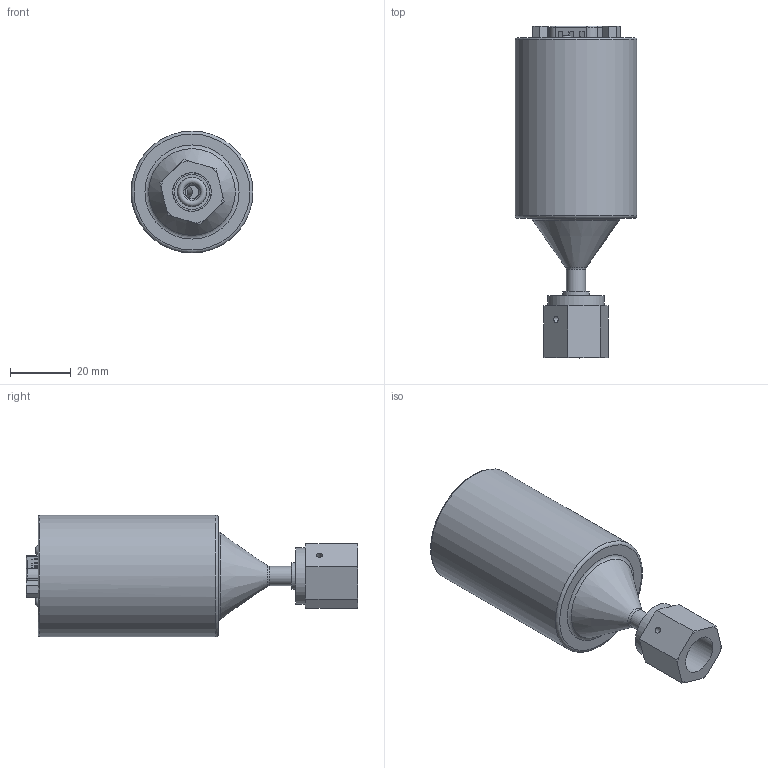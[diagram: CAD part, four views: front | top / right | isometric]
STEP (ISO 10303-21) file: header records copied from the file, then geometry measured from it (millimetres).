
FILE_DESCRIPTION(/* description */ (''),/* implementation_level */ '2;1');
FILE_NAME(/* name */ 'VDM-5-1.step',/* time_stamp */ '2022-12-06T09:54:00+01:00',/* author */ (''),/* organization */ (''),/* preprocessor_version */ 'ST-DEVELOPER v19.2',/* originating_system */ 'Autodesk Translation Framework v11.17.0.187',/* authorisation */ '');
FILE_SCHEMA (('AUTOMOTIVE_DESIGN { 1 0 10303 214 3 1 1 }'));
Length unit declared in the file: millimetre
Products named in the file (1): Vacuum Transducer VPM-15-17 VDM-5_Component10
Bounding box: 40.2 x 109.46 x 40.2 mm (x, y, z)
Volume: 84093.6 mm3; surface area: 15881.1 mm2
Topology: 1 solids, 4 shells, 538 faces, 1355 edges, 855 vertices
Faces by surface type: plane 282, cylinder 169, cone 30, torus 29, bspline 25, sphere 3
Full cylindrical faces by diameter (mm): 1.5 x1, 2 x2, 2.032 x2, 2.2 x2, 2.845 x1, 3 x3, 3.1 x4, 3.302 x1, 3.547 x2, 4 x3, 4.1 x2, 4.572 x1, 4.6 x2, 5.3 x2, 5.7 x2, 6.35 x1, 8.89 x1, 9.144 x1, 11.43 x1, 12.7 x1, 12.751 x1, 18.542 x1, 40.2 x1
Entity records: 18884 total; most frequent: CARTESIAN_POINT 5969, ORIENTED_EDGE 2706, DIRECTION 2646, EDGE_CURVE 1353, AXIS2_PLACEMENT_3D 936, VERTEX_POINT 855, LINE 774, VECTOR 774
